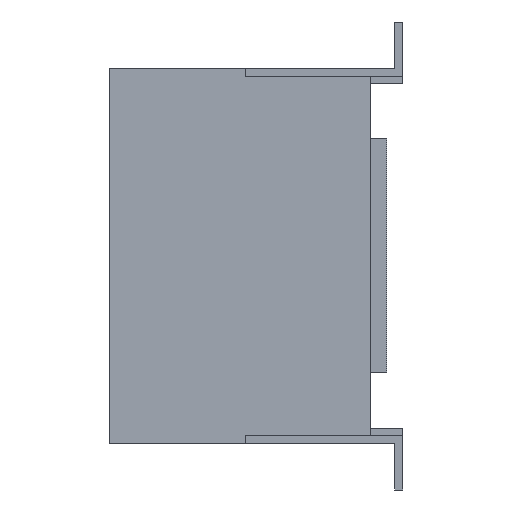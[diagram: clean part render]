
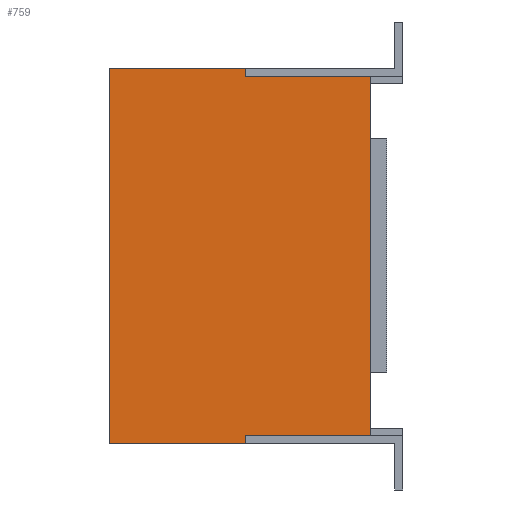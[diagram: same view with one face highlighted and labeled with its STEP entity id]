
A CAD part, left-side view. The second image highlights one B-rep face of the part: STEP entity #759.
In plain terms, the highlighted planar face has unit normal (-1, 0, 0).
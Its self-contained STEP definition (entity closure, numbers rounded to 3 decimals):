
#33 = VERTEX_POINT ( 'NONE', #1431 ) ;
#70 = EDGE_CURVE ( 'NONE', #4887, #33, #1576, .T. ) ;
#81 = VERTEX_POINT ( 'NONE', #1611 ) ;
#212 = EDGE_CURVE ( 'NONE', #885, #81, #2051, .T. ) ;
#493 = EDGE_CURVE ( 'NONE', #1170, #4887, #3868, .T. ) ;
#535 = EDGE_CURVE ( 'NONE', #885, #658, #4048, .T. ) ;
#585 = ORIENTED_EDGE ( 'NONE', *, *, #212, .T. ) ;
#603 = ORIENTED_EDGE ( 'NONE', *, *, #1230, .T. ) ;
#658 = VERTEX_POINT ( 'NONE', #4422 ) ;
#662 = EDGE_CURVE ( 'NONE', #81, #1170, #4441, .T. ) ;
#681 = ORIENTED_EDGE ( 'NONE', *, *, #1044, .F. ) ;
#686 = EDGE_CURVE ( 'NONE', #1153, #33, #4534, .T. ) ;
#759 = ADVANCED_FACE ( 'NONE', ( #2612 ), #2613, .F. ) ;
#885 = VERTEX_POINT ( 'NONE', #3205 ) ;
#971 = ORIENTED_EDGE ( 'NONE', *, *, #686, .F. ) ;
#1000 = ORIENTED_EDGE ( 'NONE', *, *, #662, .T. ) ;
#1040 = EDGE_LOOP ( 'NONE', ( #1181, #585, #1000, #4779, #4993, #971, #681, #603 ) ) ;
#1044 = EDGE_CURVE ( 'NONE', #1347, #1153, #1366, .T. ) ;
#1153 = VERTEX_POINT ( 'NONE', #1819 ) ;
#1170 = VERTEX_POINT ( 'NONE', #1889 ) ;
#1181 = ORIENTED_EDGE ( 'NONE', *, *, #535, .F. ) ;
#1230 = EDGE_CURVE ( 'NONE', #1347, #658, #2083, .T. ) ;
#1347 = VERTEX_POINT ( 'NONE', #2239 ) ;
#1366 = LINE ( 'NONE', #1367, #1371 ) ;
#1367 = CARTESIAN_POINT ( 'NONE',  ( -1.35, 5.4, -3.45 ) ) ;
#1371 = VECTOR ( 'NONE', #1372, 1000. ) ;
#1372 = DIRECTION ( 'NONE',  ( 0., 0., 1. ) ) ;
#1431 = CARTESIAN_POINT ( 'NONE',  ( -1.35, 2.9, 3.45 ) ) ;
#1576 = LINE ( 'NONE', #1577, #1578 ) ;
#1577 = CARTESIAN_POINT ( 'NONE',  ( -1.35, 2.9, -3.45 ) ) ;
#1578 = VECTOR ( 'NONE', #1579, 1000. ) ;
#1579 = DIRECTION ( 'NONE',  ( 0., 0., 1. ) ) ;
#1611 = CARTESIAN_POINT ( 'NONE',  ( -1.35, 0.6, -3.3 ) ) ;
#1819 = CARTESIAN_POINT ( 'NONE',  ( -1.35, 5.4, 3.45 ) ) ;
#1889 = CARTESIAN_POINT ( 'NONE',  ( -1.35, 0.6, 3.3 ) ) ;
#2051 = LINE ( 'NONE', #2052, #2053 ) ;
#2052 = CARTESIAN_POINT ( 'NONE',  ( -1.35, 5.4, -3.3 ) ) ;
#2053 = VECTOR ( 'NONE', #2054, 1000. ) ;
#2054 = DIRECTION ( 'NONE',  ( 0., -1., 0. ) ) ;
#2083 = LINE ( 'NONE', #2084, #2087 ) ;
#2084 = CARTESIAN_POINT ( 'NONE',  ( -1.35, 5.4, -3.45 ) ) ;
#2087 = VECTOR ( 'NONE', #2088, 1000. ) ;
#2088 = DIRECTION ( 'NONE',  ( 0., -1., 0. ) ) ;
#2239 = CARTESIAN_POINT ( 'NONE',  ( -1.35, 5.4, -3.45 ) ) ;
#2612 = FACE_OUTER_BOUND ( 'NONE', #1040, .T. ) ;
#2613 = PLANE ( 'NONE',  #2614 ) ;
#2614 = AXIS2_PLACEMENT_3D ( 'NONE', #2615, #2616, #2617 ) ;
#2615 = CARTESIAN_POINT ( 'NONE',  ( -1.35, 5.4, -3.45 ) ) ;
#2616 = DIRECTION ( 'NONE',  ( 1., 0., 0. ) ) ;
#2617 = DIRECTION ( 'NONE',  ( 0., 0., -1. ) ) ;
#2664 = CARTESIAN_POINT ( 'NONE',  ( -1.35, 2.9, 3.3 ) ) ;
#3205 = CARTESIAN_POINT ( 'NONE',  ( -1.35, 2.9, -3.3 ) ) ;
#3868 = LINE ( 'NONE', #3869, #3870 ) ;
#3869 = CARTESIAN_POINT ( 'NONE',  ( -1.35, 5.4, 3.3 ) ) ;
#3870 = VECTOR ( 'NONE', #3871, 1000. ) ;
#3871 = DIRECTION ( 'NONE',  ( 0., 1., 0. ) ) ;
#4048 = LINE ( 'NONE', #4049, #4050 ) ;
#4049 = CARTESIAN_POINT ( 'NONE',  ( -1.35, 2.9, -3.45 ) ) ;
#4050 = VECTOR ( 'NONE', #4051, 1000. ) ;
#4051 = DIRECTION ( 'NONE',  ( 0., 0., -1. ) ) ;
#4422 = CARTESIAN_POINT ( 'NONE',  ( -1.35, 2.9, -3.45 ) ) ;
#4441 = LINE ( 'NONE', #4442, #4443 ) ;
#4442 = CARTESIAN_POINT ( 'NONE',  ( -1.35, 0.6, -3.45 ) ) ;
#4443 = VECTOR ( 'NONE', #4444, 1000. ) ;
#4444 = DIRECTION ( 'NONE',  ( 0., 0., 1. ) ) ;
#4534 = LINE ( 'NONE', #4535, #4536 ) ;
#4535 = CARTESIAN_POINT ( 'NONE',  ( -1.35, 5.4, 3.45 ) ) ;
#4536 = VECTOR ( 'NONE', #4537, 1000. ) ;
#4537 = DIRECTION ( 'NONE',  ( 0., -1., 0. ) ) ;
#4779 = ORIENTED_EDGE ( 'NONE', *, *, #493, .T. ) ;
#4887 = VERTEX_POINT ( 'NONE', #2664 ) ;
#4993 = ORIENTED_EDGE ( 'NONE', *, *, #70, .T. ) ;
